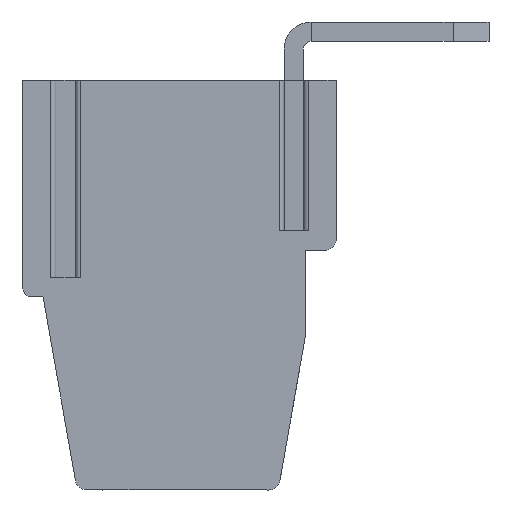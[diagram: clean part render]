
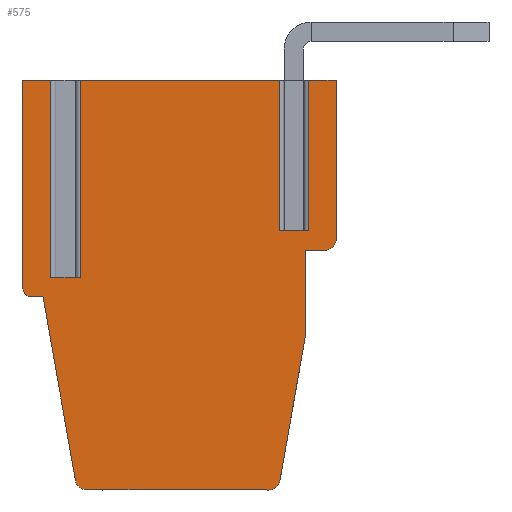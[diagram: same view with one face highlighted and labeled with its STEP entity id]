
A CAD part, left-side view. The second image highlights one B-rep face of the part: STEP entity #575.
In plain terms, the highlighted planar face has unit normal (-1, 0, 0).
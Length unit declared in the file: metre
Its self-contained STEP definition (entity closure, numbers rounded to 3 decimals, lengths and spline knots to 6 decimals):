
#575=ADVANCED_FACE('',(#1236),#1237,.F.);
#1236=FACE_OUTER_BOUND('',#1990,.T.);
#1237=PLANE('',#1991);
#1990=EDGE_LOOP('',(#3596,#3597,#3598,#3599,#3600,#3601,#3602,#3603,#3604,#3605,#3606,#3607,#3608,#3609,#3610,#3611,#3612,#3613,#3614,#3615,#3616));
#1991=AXIS2_PLACEMENT_3D('',#3617,#3618,#3619);
#3596=ORIENTED_EDGE('',*,*,#5143,.F.);
#3597=ORIENTED_EDGE('',*,*,#5103,.T.);
#3598=ORIENTED_EDGE('',*,*,#5146,.T.);
#3599=ORIENTED_EDGE('',*,*,#5147,.F.);
#3600=ORIENTED_EDGE('',*,*,#5148,.F.);
#3601=ORIENTED_EDGE('',*,*,#5149,.F.);
#3602=ORIENTED_EDGE('',*,*,#5150,.F.);
#3603=ORIENTED_EDGE('',*,*,#5151,.F.);
#3604=ORIENTED_EDGE('',*,*,#5152,.F.);
#3605=ORIENTED_EDGE('',*,*,#5153,.F.);
#3606=ORIENTED_EDGE('',*,*,#5154,.F.);
#3607=ORIENTED_EDGE('',*,*,#5155,.F.);
#3608=ORIENTED_EDGE('',*,*,#5156,.F.);
#3609=ORIENTED_EDGE('',*,*,#5023,.F.);
#3610=ORIENTED_EDGE('',*,*,#5008,.F.);
#3611=ORIENTED_EDGE('',*,*,#4997,.F.);
#3612=ORIENTED_EDGE('',*,*,#5157,.F.);
#3613=ORIENTED_EDGE('',*,*,#5125,.F.);
#3614=ORIENTED_EDGE('',*,*,#5122,.T.);
#3615=ORIENTED_EDGE('',*,*,#4886,.T.);
#3616=ORIENTED_EDGE('',*,*,#5158,.F.);
#3617=CARTESIAN_POINT('',(0.013502,0.031606,-0.005397));
#3618=DIRECTION('',(1.0,0.,0.));
#3619=DIRECTION('',(0.,-1.0,0.));
#4886=EDGE_CURVE('',#5979,#5977,#5980,.T.);
#4997=EDGE_CURVE('',#6149,#6151,#6152,.T.);
#5008=EDGE_CURVE('',#6151,#6163,#6165,.T.);
#5023=EDGE_CURVE('',#6163,#6189,#6191,.T.);
#5103=EDGE_CURVE('',#6304,#6302,#6305,.T.);
#5122=EDGE_CURVE('',#6329,#5979,#6330,.T.);
#5125=EDGE_CURVE('',#6329,#6333,#6334,.T.);
#5143=EDGE_CURVE('',#6304,#6357,#6358,.T.);
#5146=EDGE_CURVE('',#6302,#6361,#6362,.T.);
#5147=EDGE_CURVE('',#6363,#6361,#6364,.T.);
#5148=EDGE_CURVE('',#6365,#6363,#6366,.T.);
#5149=EDGE_CURVE('',#6367,#6365,#6368,.T.);
#5150=EDGE_CURVE('',#6369,#6367,#6370,.T.);
#5151=EDGE_CURVE('',#6371,#6369,#6372,.T.);
#5152=EDGE_CURVE('',#6373,#6371,#6374,.T.);
#5153=EDGE_CURVE('',#6375,#6373,#6376,.T.);
#5154=EDGE_CURVE('',#6377,#6375,#6378,.T.);
#5155=EDGE_CURVE('',#6379,#6377,#6380,.T.);
#5156=EDGE_CURVE('',#6189,#6379,#6381,.T.);
#5157=EDGE_CURVE('',#6333,#6149,#6382,.T.);
#5158=EDGE_CURVE('',#6357,#5977,#6383,.T.);
#5977=VERTEX_POINT('',#7752);
#5979=VERTEX_POINT('',#7754);
#5980=LINE('',#7755,#7756);
#6149=VERTEX_POINT('',#7999);
#6151=VERTEX_POINT('',#8002);
#6152=LINE('',#8003,#8004);
#6163=VERTEX_POINT('',#8020);
#6165=CIRCLE('',#8023,0.0003);
#6189=VERTEX_POINT('',#8057);
#6191=LINE('',#8060,#8061);
#6302=VERTEX_POINT('',#8226);
#6304=VERTEX_POINT('',#8228);
#6305=LINE('',#8229,#8230);
#6329=VERTEX_POINT('',#8262);
#6330=LINE('',#8263,#8264);
#6333=VERTEX_POINT('',#8267);
#6334=LINE('',#8268,#8269);
#6357=VERTEX_POINT('',#8301);
#6358=LINE('',#8302,#8303);
#6361=VERTEX_POINT('',#8306);
#6362=LINE('',#8307,#8308);
#6363=VERTEX_POINT('',#8309);
#6364=LINE('',#8310,#8311);
#6365=VERTEX_POINT('',#8312);
#6366=LINE('',#8313,#8314);
#6367=VERTEX_POINT('',#8315);
#6368=CIRCLE('',#8316,0.0002);
#6369=VERTEX_POINT('',#8317);
#6370=LINE('',#8318,#8319);
#6371=VERTEX_POINT('',#8320);
#6372=LINE('',#8321,#8322);
#6373=VERTEX_POINT('',#8323);
#6374=CIRCLE('',#8324,0.0003);
#6375=VERTEX_POINT('',#8325);
#6376=LINE('',#8326,#8327);
#6377=VERTEX_POINT('',#8328);
#6378=CIRCLE('',#8329,0.0003);
#6379=VERTEX_POINT('',#8330);
#6380=LINE('',#8331,#8332);
#6381=LINE('',#8333,#8334);
#6382=LINE('',#8335,#8336);
#6383=LINE('',#8337,#8338);
#7752=CARTESIAN_POINT('',(0.013502,0.025186,0.));
#7754=CARTESIAN_POINT('',(0.013502,0.025186,-0.0039));
#7755=CARTESIAN_POINT('',(0.013502,0.025186,-0.0051));
#7756=VECTOR('',#9138,1.0);
#7999=CARTESIAN_POINT('',(0.013502,0.023706,0.));
#8002=CARTESIAN_POINT('',(0.013502,0.023706,-0.0041));
#8003=CARTESIAN_POINT('',(0.013502,0.023706,-0.0041));
#8004=VECTOR('',#9244,1.0);
#8020=CARTESIAN_POINT('',(0.013502,0.024006,-0.0044));
#8023=AXIS2_PLACEMENT_3D('',#9251,#9252,#9253);
#8057=CARTESIAN_POINT('',(0.013502,0.024506,-0.0044));
#8060=CARTESIAN_POINT('',(0.013502,0.024506,-0.0044));
#8061=VECTOR('',#9265,1.0);
#8226=CARTESIAN_POINT('',(0.013502,0.031086,-0.0051));
#8228=CARTESIAN_POINT('',(0.013502,0.030326,-0.0051));
#8229=CARTESIAN_POINT('',(0.013502,0.031086,-0.0051));
#8230=VECTOR('',#9341,1.0);
#8262=CARTESIAN_POINT('',(0.013502,0.024426,-0.0039));
#8263=CARTESIAN_POINT('',(0.013502,0.025186,-0.0039));
#8264=VECTOR('',#9368,1.0);
#8267=CARTESIAN_POINT('',(0.013502,0.024426,0.));
#8268=CARTESIAN_POINT('',(0.013502,0.024426,-0.0051));
#8269=VECTOR('',#9372,1.0);
#8301=CARTESIAN_POINT('',(0.013502,0.030326,0.));
#8302=CARTESIAN_POINT('',(0.013502,0.030326,-0.0051));
#8303=VECTOR('',#9388,1.0);
#8306=CARTESIAN_POINT('',(0.013502,0.031086,0.));
#8307=CARTESIAN_POINT('',(0.013502,0.031086,-0.0051));
#8308=VECTOR('',#9392,1.0);
#8309=CARTESIAN_POINT('',(0.013502,0.031806,0.));
#8310=CARTESIAN_POINT('',(0.013502,0.023706,0.));
#8311=VECTOR('',#9393,1.0);
#8312=CARTESIAN_POINT('',(0.013502,0.031806,-0.005397));
#8313=CARTESIAN_POINT('',(0.013502,0.031806,0.));
#8314=VECTOR('',#9394,1.0);
#8315=CARTESIAN_POINT('',(0.013502,0.031606,-0.005597));
#8316=AXIS2_PLACEMENT_3D('',#9395,#9396,#9397);
#8317=CARTESIAN_POINT('',(0.013502,0.031288,-0.005597));
#8318=CARTESIAN_POINT('',(0.013502,0.031606,-0.005597));
#8319=VECTOR('',#9398,1.0);
#8320=CARTESIAN_POINT('',(0.013502,0.030449,-0.010352));
#8321=CARTESIAN_POINT('',(0.013502,0.031288,-0.005597));
#8322=VECTOR('',#9399,1.0);
#8323=CARTESIAN_POINT('',(0.013502,0.030154,-0.0106));
#8324=AXIS2_PLACEMENT_3D('',#9400,#9401,#9402);
#8325=CARTESIAN_POINT('',(0.013502,0.025457,-0.0106));
#8326=CARTESIAN_POINT('',(0.013502,0.030154,-0.0106));
#8327=VECTOR('',#9403,1.0);
#8328=CARTESIAN_POINT('',(0.013502,0.025162,-0.010352));
#8329=AXIS2_PLACEMENT_3D('',#9404,#9405,#9406);
#8330=CARTESIAN_POINT('',(0.013502,0.024506,-0.00663));
#8331=CARTESIAN_POINT('',(0.013502,0.025162,-0.010352));
#8332=VECTOR('',#9407,1.0);
#8333=CARTESIAN_POINT('',(0.013502,0.024506,-0.00663));
#8334=VECTOR('',#9408,1.0);
#8335=CARTESIAN_POINT('',(0.013502,0.023706,0.));
#8336=VECTOR('',#9409,1.0);
#8337=CARTESIAN_POINT('',(0.013502,0.023706,0.));
#8338=VECTOR('',#9410,1.0);
#9138=DIRECTION('',(0.,0.,1.0));
#9244=DIRECTION('',(0.,0.,-1.0));
#9251=CARTESIAN_POINT('',(0.013502,0.024006,-0.0041));
#9252=DIRECTION('',(1.0,0.,0.));
#9253=DIRECTION('',(0.,0.707,0.707));
#9265=DIRECTION('',(0.,1.0,0.));
#9341=DIRECTION('',(0.,1.0,0.));
#9368=DIRECTION('',(0.,1.0,0.));
#9372=DIRECTION('',(0.,0.,1.0));
#9388=DIRECTION('',(0.,0.,1.0));
#9392=DIRECTION('',(0.,0.,1.0));
#9393=DIRECTION('',(0.,-1.0,0.));
#9394=DIRECTION('',(0.,0.,1.0));
#9395=CARTESIAN_POINT('',(0.013502,0.031606,-0.005397));
#9396=DIRECTION('',(1.0,0.,0.));
#9397=DIRECTION('',(0.,-0.707,0.707));
#9398=DIRECTION('',(0.,1.0,0.));
#9399=DIRECTION('',(0.,0.174,0.985));
#9400=CARTESIAN_POINT('',(0.013502,0.030154,-0.0103));
#9401=DIRECTION('',(1.0,0.,0.));
#9402=DIRECTION('',(0.,-0.643,0.766));
#9403=DIRECTION('',(0.,1.0,0.));
#9404=CARTESIAN_POINT('',(0.013502,0.025457,-0.0103));
#9405=DIRECTION('',(1.0,0.,0.));
#9406=DIRECTION('',(0.,0.643,0.766));
#9407=DIRECTION('',(0.,0.174,-0.985));
#9408=DIRECTION('',(0.,0.,-1.0));
#9409=DIRECTION('',(0.,-1.0,0.));
#9410=DIRECTION('',(0.,-1.0,0.));
